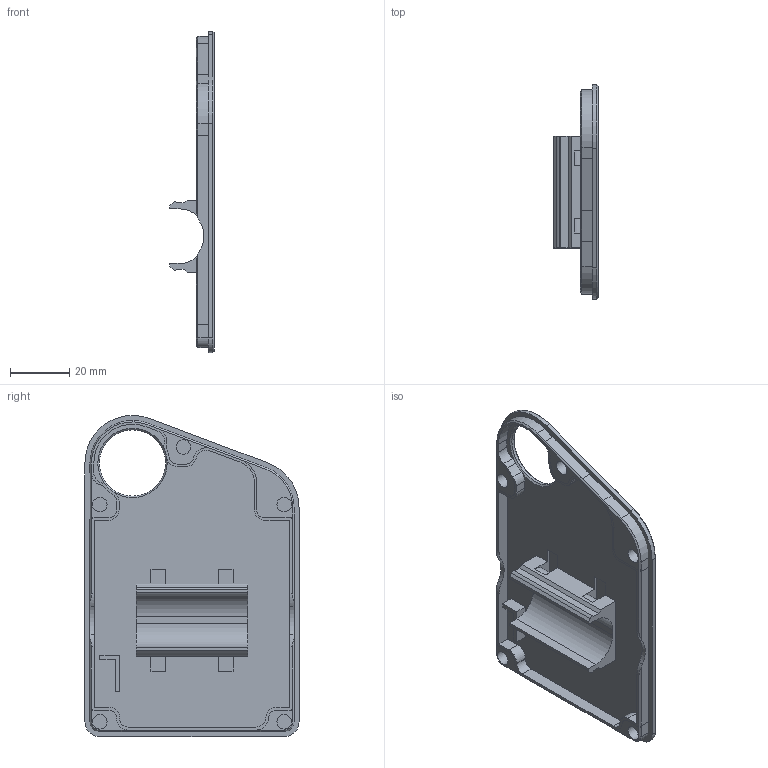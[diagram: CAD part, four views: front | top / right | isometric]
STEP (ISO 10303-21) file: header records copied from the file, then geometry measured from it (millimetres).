
FILE_DESCRIPTION(/* description */ (''),/* implementation_level */ '2;1');
FILE_NAME(/* name */ 'OBS-C-002.step',/* time_stamp */ '2021-01-15T19:01:08+01:00',/* author */ (''),/* organization */ (''),/* preprocessor_version */ 'ST-DEVELOPER v18.1',/* originating_system */ 'Autodesk Translation Framework v9.7.1.1290',/* authorisation */ '');
FILE_SCHEMA (('AUTOMOTIVE_DESIGN { 1 0 10303 214 3 1 1 }'));
Length unit declared in the file: millimetre
Products named in the file (3): OBS-C-002; OBS-C-002 v1 (1); Heat-insets
Assembly tree (2 placements, depth 3):
  OBS-C-002
    OBS-C-002 v1 (1)
      Heat-insets
Bounding box: 15 x 72 x 107.99 mm (x, y, z)
Volume: 21148.4 mm3; surface area: 22325.6 mm2
Topology: 6 solids, 6 shells, 549 faces, 1487 edges, 970 vertices
Faces by surface type: plane 278, bspline 152, cylinder 88, cone 31
Full cylindrical faces by diameter (mm): 4.9 x5, 22.3 x1
Entity records: 18192 total; most frequent: CARTESIAN_POINT 4987, ORIENTED_EDGE 2974, DIRECTION 2202, EDGE_CURVE 1487, VERTEX_POINT 970, LINE 968, VECTOR 968, AXIS2_PLACEMENT_3D 617
